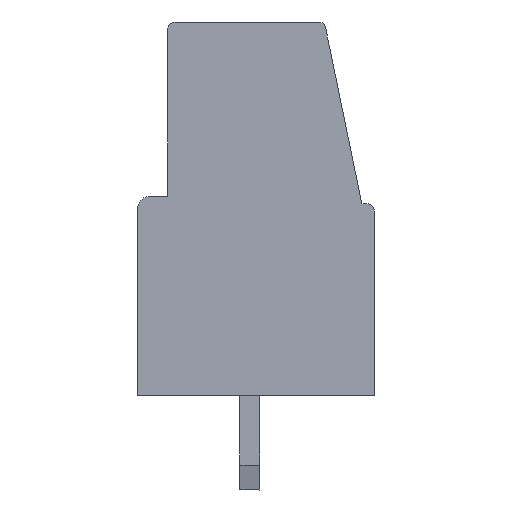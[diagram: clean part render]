
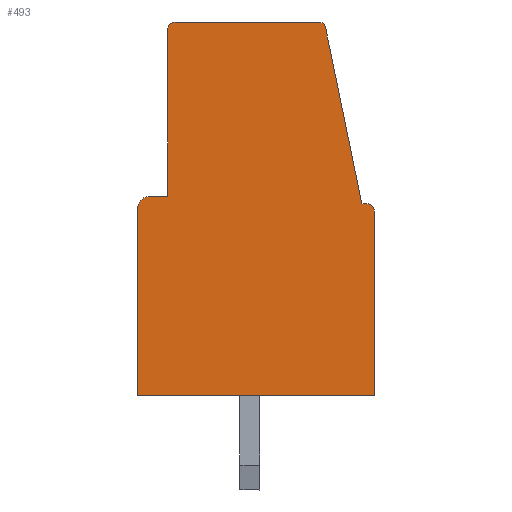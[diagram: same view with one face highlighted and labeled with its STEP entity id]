
A CAD part, front view. The second image highlights one B-rep face of the part: STEP entity #493.
In plain terms, the highlighted planar face has unit normal (0, -1, 0).
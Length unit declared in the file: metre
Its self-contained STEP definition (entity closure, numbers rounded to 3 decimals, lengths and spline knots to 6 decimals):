
#493=ADVANCED_FACE('',(#1007),#1008,.F.);
#1007=FACE_OUTER_BOUND('',#1523,.T.);
#1008=PLANE('',#1524);
#1523=EDGE_LOOP('',(#2967,#2968,#2969,#2970,#2971,#2972,#2973,#2974,#2975,#2976,#2977,#2978));
#1524=AXIS2_PLACEMENT_3D('',#2979,#2980,#2981);
#2967=ORIENTED_EDGE('',*,*,#3578,.F.);
#2968=ORIENTED_EDGE('',*,*,#3555,.F.);
#2969=ORIENTED_EDGE('',*,*,#3560,.F.);
#2970=ORIENTED_EDGE('',*,*,#3595,.T.);
#2971=ORIENTED_EDGE('',*,*,#3589,.F.);
#2972=ORIENTED_EDGE('',*,*,#3593,.F.);
#2973=ORIENTED_EDGE('',*,*,#3614,.T.);
#2974=ORIENTED_EDGE('',*,*,#3611,.F.);
#2975=ORIENTED_EDGE('',*,*,#3099,.T.);
#2976=ORIENTED_EDGE('',*,*,#3095,.F.);
#2977=ORIENTED_EDGE('',*,*,#3585,.F.);
#2978=ORIENTED_EDGE('',*,*,#3648,.T.);
#2979=CARTESIAN_POINT('',(0.261999,-0.005943,0.013746));
#2980=DIRECTION('',(0.,1.0,0.));
#2981=DIRECTION('',(1.0,0.0,0.));
#3095=EDGE_CURVE('',#3702,#3705,#3706,.T.);
#3099=EDGE_CURVE('',#3711,#3705,#3712,.F.);
#3555=EDGE_CURVE('',#4406,#4408,#4409,.T.);
#3560=EDGE_CURVE('',#4413,#4406,#4415,.T.);
#3578=EDGE_CURVE('',#4408,#4439,#4440,.T.);
#3585=EDGE_CURVE('',#4448,#3702,#4450,.T.);
#3589=EDGE_CURVE('',#4453,#4455,#4456,.T.);
#3593=EDGE_CURVE('',#4459,#4453,#4461,.T.);
#3595=EDGE_CURVE('',#4413,#4455,#4463,.F.);
#3611=EDGE_CURVE('',#3711,#4484,#4485,.T.);
#3614=EDGE_CURVE('',#4459,#4484,#4488,.F.);
#3648=EDGE_CURVE('',#4448,#4439,#4524,.T.);
#3702=VERTEX_POINT('',#4594);
#3705=VERTEX_POINT('',#4598);
#3706=LINE('',#4599,#4600);
#3711=VERTEX_POINT('',#4607);
#3712=CIRCLE('',#4608,0.0003);
#4406=VERTEX_POINT('',#5602);
#4408=VERTEX_POINT('',#5605);
#4409=LINE('',#5606,#5607);
#4413=VERTEX_POINT('',#5613);
#4415=LINE('',#5616,#5617);
#4439=VERTEX_POINT('',#5654);
#4440=LINE('',#5655,#5656);
#4448=VERTEX_POINT('',#5668);
#4450=LINE('',#5671,#5672);
#4453=VERTEX_POINT('',#5676);
#4455=VERTEX_POINT('',#5679);
#4456=LINE('',#5680,#5681);
#4459=VERTEX_POINT('',#5685);
#4461=LINE('',#5688,#5689);
#4463=CIRCLE('',#5691,0.0003);
#4484=VERTEX_POINT('',#5716);
#4485=LINE('',#5717,#5718);
#4488=CIRCLE('',#5722,0.0003);
#4524=CIRCLE('',#5768,0.0005);
#4594=CARTESIAN_POINT('',(0.091031,-0.005943,-0.010753));
#4598=CARTESIAN_POINT('',(0.091031,-0.005943,-0.004053));
#4599=CARTESIAN_POINT('',(0.091031,-0.005943,0.013746));
#4600=VECTOR('',#5812,1.0);
#4607=CARTESIAN_POINT('',(0.091331,-0.005943,-0.003753));
#4608=AXIS2_PLACEMENT_3D('',#5815,#5816,#5817);
#5602=CARTESIAN_POINT('',(0.099331,-0.005943,-0.018753));
#5605=CARTESIAN_POINT('',(0.089831,-0.005943,-0.018753));
#5606=CARTESIAN_POINT('',(0.089831,-0.005943,-0.018753));
#5607=VECTOR('',#6245,1.0);
#5613=CARTESIAN_POINT('',(0.099331,-0.005943,-0.011353));
#5616=CARTESIAN_POINT('',(0.099331,-0.005943,-0.019053));
#5617=VECTOR('',#6249,1.0);
#5654=CARTESIAN_POINT('',(0.089831,-0.005943,-0.011253));
#5655=CARTESIAN_POINT('',(0.089831,-0.005943,-0.003753));
#5656=VECTOR('',#6263,1.0);
#5668=CARTESIAN_POINT('',(0.090331,-0.005943,-0.010753));
#5671=CARTESIAN_POINT('',(0.261999,-0.005943,-0.010753));
#5672=VECTOR('',#6269,1.0);
#5676=CARTESIAN_POINT('',(0.098831,-0.005943,-0.011053));
#5679=CARTESIAN_POINT('',(0.099031,-0.005943,-0.011053));
#5680=CARTESIAN_POINT('',(0.099331,-0.005943,-0.011053));
#5681=VECTOR('',#6272,1.0);
#5685=CARTESIAN_POINT('',(0.09738,-0.005943,-0.003993));
#5688=CARTESIAN_POINT('',(0.098831,-0.005943,-0.011053));
#5689=VECTOR('',#6275,1.0);
#5691=AXIS2_PLACEMENT_3D('',#6276,#6277,#6278);
#5716=CARTESIAN_POINT('',(0.097087,-0.005943,-0.003753));
#5717=CARTESIAN_POINT('',(0.097331,-0.005943,-0.003753));
#5718=VECTOR('',#6301,1.0);
#5722=AXIS2_PLACEMENT_3D('',#6303,#6304,#6305);
#5768=AXIS2_PLACEMENT_3D('',#6328,#6329,#6330);
#5812=DIRECTION('',(0.,0.0,1.0));
#5815=CARTESIAN_POINT('',(0.091331,-0.005943,-0.004053));
#5816=DIRECTION('',(0.,1.0,0.));
#5817=DIRECTION('',(0.0,0.,1.0));
#6245=DIRECTION('',(-1.0,0.,0.));
#6249=DIRECTION('',(0.0,0.0,-1.0));
#6263=DIRECTION('',(0.0,0.0,1.0));
#6269=DIRECTION('',(1.0,0.,0.));
#6272=DIRECTION('',(1.0,0.,0.));
#6275=DIRECTION('',(0.201,0.0,-0.98));
#6276=CARTESIAN_POINT('',(0.099031,-0.005943,-0.011353));
#6277=DIRECTION('',(0.,1.0,0.));
#6278=DIRECTION('',(0.0,0.,1.0));
#6301=DIRECTION('',(1.0,0.,0.));
#6303=CARTESIAN_POINT('',(0.097087,-0.005943,-0.004053));
#6304=DIRECTION('',(0.,1.0,0.));
#6305=DIRECTION('',(0.0,0.,1.0));
#6328=CARTESIAN_POINT('',(0.090331,-0.005943,-0.011253));
#6329=DIRECTION('',(0.,-1.0,0.));
#6330=DIRECTION('',(0.,0.,-1.0));
